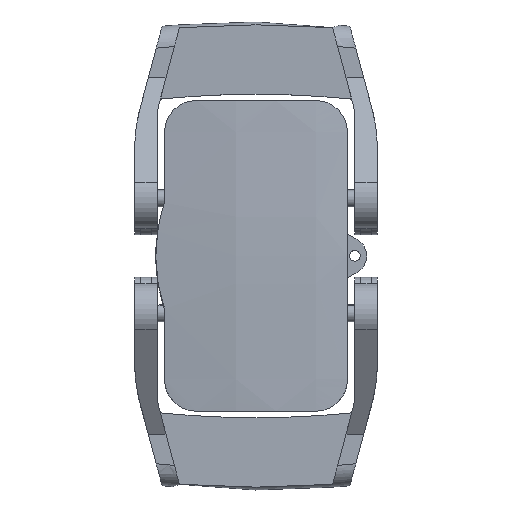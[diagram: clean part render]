
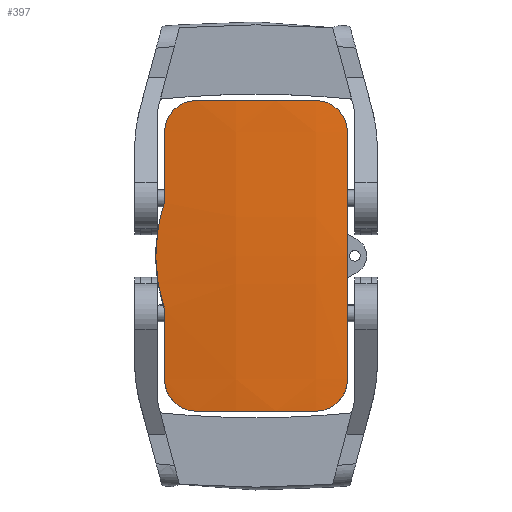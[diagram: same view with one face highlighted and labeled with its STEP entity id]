
A CAD part, top view. The second image highlights one B-rep face of the part: STEP entity #397.
In plain terms, the highlighted face is a revolution surface.
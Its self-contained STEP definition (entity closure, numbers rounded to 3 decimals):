
#347=AXIS2_PLACEMENT_3D('Circle Axis2P3D',#345,#346,$) ;
#372=AXIS2_PLACEMENT_3D('Circle Axis2P3D',#370,#371,$) ;
#227=CARTESIAN_POINT('Vertex',(50.,84.,34.743)) ;
#231=CARTESIAN_POINT('Control Point',(50.,84.,34.743)) ;
#232=CARTESIAN_POINT('Control Point',(50.,72.409,35.309)) ;
#233=CARTESIAN_POINT('Control Point',(50.,60.805,35.593)) ;
#234=CARTESIAN_POINT('Control Point',(50.,49.195,35.593)) ;
#235=CARTESIAN_POINT('Control Point',(50.,37.591,35.309)) ;
#236=CARTESIAN_POINT('Control Point',(50.,26.,34.743)) ;
#237=CARTESIAN_POINT('Vertex',(50.,26.,34.743)) ;
#300=CARTESIAN_POINT('Control Point',(28.5,91.521,35.887)) ;
#301=CARTESIAN_POINT('Control Point',(28.5,67.204,37.37)) ;
#302=CARTESIAN_POINT('Control Point',(28.5,42.796,37.37)) ;
#303=CARTESIAN_POINT('Control Point',(28.5,18.479,35.887)) ;
#304=CARTESIAN_POINT('Axis1P Location',(28.5,55.,-113.)) ;
#309=CARTESIAN_POINT('Control Point',(7.,84.,34.743)) ;
#310=CARTESIAN_POINT('Control Point',(7.,78.503,35.011)) ;
#311=CARTESIAN_POINT('Control Point',(7.,73.002,35.204)) ;
#312=CARTESIAN_POINT('Control Point',(7.,67.5,35.32)) ;
#313=CARTESIAN_POINT('Vertex',(7.,84.,34.743)) ;
#315=CARTESIAN_POINT('Vertex',(7.,67.5,35.32)) ;
#319=CARTESIAN_POINT('Control Point',(7.,42.5,35.32)) ;
#320=CARTESIAN_POINT('Control Point',(4.961,48.526,35.151)) ;
#321=CARTESIAN_POINT('Control Point',(4.232,55.,35.062)) ;
#322=CARTESIAN_POINT('Control Point',(4.961,61.474,35.151)) ;
#323=CARTESIAN_POINT('Control Point',(7.,67.5,35.32)) ;
#324=CARTESIAN_POINT('Vertex',(7.,42.5,35.32)) ;
#328=CARTESIAN_POINT('Control Point',(7.,26.,34.743)) ;
#329=CARTESIAN_POINT('Control Point',(7.,31.497,35.011)) ;
#330=CARTESIAN_POINT('Control Point',(7.,36.998,35.204)) ;
#331=CARTESIAN_POINT('Control Point',(7.,42.5,35.32)) ;
#332=CARTESIAN_POINT('Vertex',(7.,26.,34.743)) ;
#336=CARTESIAN_POINT('Control Point',(7.,26.,34.743)) ;
#337=CARTESIAN_POINT('Control Point',(7.,23.64,34.627)) ;
#338=CARTESIAN_POINT('Control Point',(7.926,21.27,34.634)) ;
#339=CARTESIAN_POINT('Control Point',(9.804,19.414,34.795)) ;
#340=CARTESIAN_POINT('Control Point',(12.152,18.5,35.007)) ;
#341=CARTESIAN_POINT('Control Point',(14.5,18.5,35.229)) ;
#342=CARTESIAN_POINT('Vertex',(14.5,18.5,35.229)) ;
#345=CARTESIAN_POINT('Axis2P3D Location',(28.5,18.5,-113.)) ;
#349=CARTESIAN_POINT('Vertex',(42.5,18.5,35.229)) ;
#353=CARTESIAN_POINT('Control Point',(50.,26.,34.743)) ;
#354=CARTESIAN_POINT('Control Point',(50.,23.64,34.627)) ;
#355=CARTESIAN_POINT('Control Point',(49.074,21.27,34.634)) ;
#356=CARTESIAN_POINT('Control Point',(47.196,19.414,34.795)) ;
#357=CARTESIAN_POINT('Control Point',(44.848,18.5,35.007)) ;
#358=CARTESIAN_POINT('Control Point',(42.5,18.5,35.229)) ;
#361=CARTESIAN_POINT('Control Point',(50.,84.,34.743)) ;
#362=CARTESIAN_POINT('Control Point',(50.,86.36,34.627)) ;
#363=CARTESIAN_POINT('Control Point',(49.074,88.73,34.634)) ;
#364=CARTESIAN_POINT('Control Point',(47.196,90.586,34.795)) ;
#365=CARTESIAN_POINT('Control Point',(44.848,91.5,35.007)) ;
#366=CARTESIAN_POINT('Control Point',(42.5,91.5,35.229)) ;
#367=CARTESIAN_POINT('Vertex',(42.5,91.5,35.229)) ;
#370=CARTESIAN_POINT('Axis2P3D Location',(28.5,91.5,-113.)) ;
#374=CARTESIAN_POINT('Vertex',(14.5,91.5,35.229)) ;
#378=CARTESIAN_POINT('Control Point',(7.,84.,34.743)) ;
#379=CARTESIAN_POINT('Control Point',(7.,86.36,34.627)) ;
#380=CARTESIAN_POINT('Control Point',(7.926,88.73,34.634)) ;
#381=CARTESIAN_POINT('Control Point',(9.804,90.586,34.795)) ;
#382=CARTESIAN_POINT('Control Point',(12.152,91.5,35.007)) ;
#383=CARTESIAN_POINT('Control Point',(14.5,91.5,35.229)) ;
#305=DIRECTION('Axis1P Direction',(-0.,1.,0.)) ;
#346=DIRECTION('Axis2P3D Direction',(-0.,1.,0.)) ;
#371=DIRECTION('Axis2P3D Direction',(-0.,1.,0.)) ;
#306=AXIS1_PLACEMENT('Revolution Surface Axis1P',#304,#305) ;
#386=ORIENTED_EDGE('',*,*,#317,.T.) ;
#387=ORIENTED_EDGE('',*,*,#326,.F.) ;
#388=ORIENTED_EDGE('',*,*,#334,.F.) ;
#389=ORIENTED_EDGE('',*,*,#344,.F.) ;
#390=ORIENTED_EDGE('',*,*,#351,.T.) ;
#391=ORIENTED_EDGE('',*,*,#359,.F.) ;
#392=ORIENTED_EDGE('',*,*,#239,.F.) ;
#393=ORIENTED_EDGE('',*,*,#369,.F.) ;
#394=ORIENTED_EDGE('',*,*,#376,.F.) ;
#395=ORIENTED_EDGE('',*,*,#384,.F.) ;
#397=ADVANCED_FACE('Hauptkoerper',(#396),#307,.F.) ;
#230=B_SPLINE_CURVE_WITH_KNOTS('',5,(#231,#232,#233,#234,#235,#236),.UNSPECIFIED.,.F.,.U.,(6,6),(10.623,92.68),.UNSPECIFIED.) ;
#299=B_SPLINE_CURVE_WITH_KNOTS('',3,(#300,#301,#302,#303),.UNSPECIFIED.,.F.,.U.,(4,4),(905.934,979.022),.UNSPECIFIED.) ;
#308=B_SPLINE_CURVE_WITH_KNOTS('',3,(#309,#310,#311,#312),.UNSPECIFIED.,.F.,.U.,(4,4),(10.623,33.971),.UNSPECIFIED.) ;
#318=B_SPLINE_CURVE_WITH_KNOTS('',4,(#319,#320,#321,#322,#323),.UNSPECIFIED.,.F.,.U.,(5,5),(0.,35.993),.UNSPECIFIED.) ;
#327=B_SPLINE_CURVE_WITH_KNOTS('',3,(#328,#329,#330,#331),.UNSPECIFIED.,.F.,.U.,(4,4),(10.623,33.971),.UNSPECIFIED.) ;
#335=B_SPLINE_CURVE_WITH_KNOTS('',5,(#336,#337,#338,#339,#340,#341),.UNSPECIFIED.,.F.,.U.,(6,6),(0.,16.705),.UNSPECIFIED.) ;
#352=B_SPLINE_CURVE_WITH_KNOTS('',5,(#353,#354,#355,#356,#357,#358),.UNSPECIFIED.,.F.,.U.,(6,6),(0.,16.705),.UNSPECIFIED.) ;
#360=B_SPLINE_CURVE_WITH_KNOTS('',5,(#361,#362,#363,#364,#365,#366),.UNSPECIFIED.,.F.,.U.,(6,6),(0.,16.705),.UNSPECIFIED.) ;
#377=B_SPLINE_CURVE_WITH_KNOTS('',5,(#378,#379,#380,#381,#382,#383),.UNSPECIFIED.,.F.,.U.,(6,6),(0.,16.705),.UNSPECIFIED.) ;
#348=CIRCLE('generated circle',#347,148.889) ;
#373=CIRCLE('generated circle',#372,148.889) ;
#239=EDGE_CURVE('',#228,#238,#230,.T.) ;
#317=EDGE_CURVE('',#314,#316,#308,.T.) ;
#326=EDGE_CURVE('',#325,#316,#318,.T.) ;
#334=EDGE_CURVE('',#333,#325,#327,.T.) ;
#344=EDGE_CURVE('',#343,#333,#335,.F.) ;
#351=EDGE_CURVE('',#343,#350,#348,.T.) ;
#359=EDGE_CURVE('',#238,#350,#352,.T.) ;
#369=EDGE_CURVE('',#368,#228,#360,.F.) ;
#376=EDGE_CURVE('',#375,#368,#373,.T.) ;
#384=EDGE_CURVE('',#314,#375,#377,.T.) ;
#385=EDGE_LOOP('',(#386,#387,#388,#389,#390,#391,#392,#393,#394,#395)) ;
#396=FACE_OUTER_BOUND('',#385,.T.) ;
#307=SURFACE_OF_REVOLUTION('Surface of Revolution',#299,#306) ;
#228=VERTEX_POINT('',#227) ;
#238=VERTEX_POINT('',#237) ;
#314=VERTEX_POINT('',#313) ;
#316=VERTEX_POINT('',#315) ;
#325=VERTEX_POINT('',#324) ;
#333=VERTEX_POINT('',#332) ;
#343=VERTEX_POINT('',#342) ;
#350=VERTEX_POINT('',#349) ;
#368=VERTEX_POINT('',#367) ;
#375=VERTEX_POINT('',#374) ;
